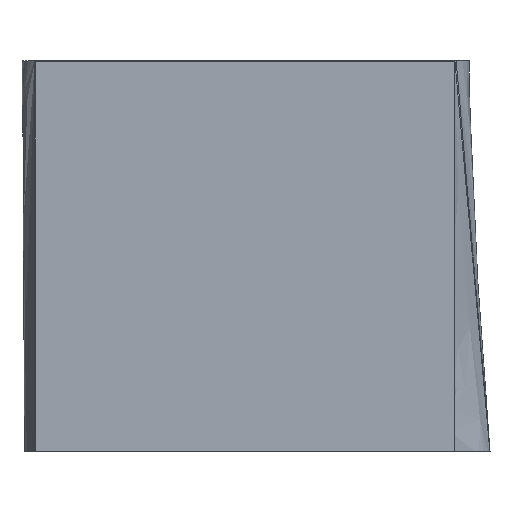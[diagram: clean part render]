
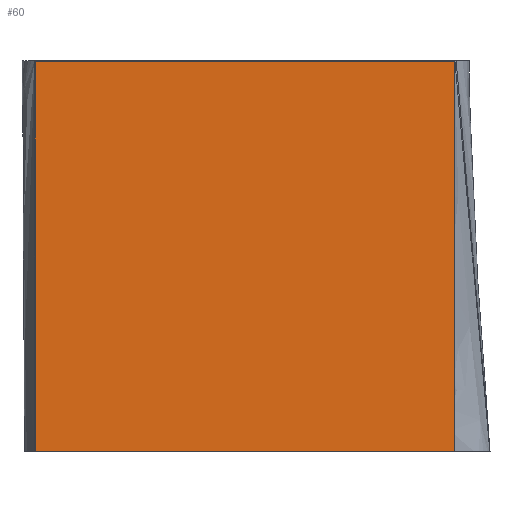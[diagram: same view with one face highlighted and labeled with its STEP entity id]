
A CAD part, left-side view. The second image highlights one B-rep face of the part: STEP entity #60.
In plain terms, the highlighted planar face has unit normal (-1, 0, 0).
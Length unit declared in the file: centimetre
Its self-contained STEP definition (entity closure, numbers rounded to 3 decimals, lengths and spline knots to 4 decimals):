
#60=ADVANCED_FACE($,(#99),#497,.T.);
#99=FACE_OUTER_BOUND($,#138,.T.);
#138=EDGE_LOOP($,(#301,#302,#303,#304));
#301=ORIENTED_EDGE($,*,*,#396,.F.);
#302=ORIENTED_EDGE($,*,*,#394,.F.);
#303=ORIENTED_EDGE($,*,*,#397,.T.);
#304=ORIENTED_EDGE($,*,*,#391,.F.);
#391=EDGE_CURVE($,#455,#456,#584,.T.);
#394=EDGE_CURVE($,#457,#458,#587,.T.);
#396=EDGE_CURVE($,#458,#455,#589,.T.);
#397=EDGE_CURVE($,#457,#456,#590,.T.);
#455=VERTEX_POINT($,#1680);
#456=VERTEX_POINT($,#1681);
#457=VERTEX_POINT($,#1682);
#458=VERTEX_POINT($,#1683);
#497=PLANE($,#688);
#584=B_SPLINE_CURVE_WITH_KNOTS($,1,(#1656,#1657),.UNSPECIFIED.,.F.,.F.,(2,
2),(0.,170.),.UNSPECIFIED.);
#587=B_SPLINE_CURVE_WITH_KNOTS($,1,(#1662,#1663),.UNSPECIFIED.,.F.,.F.,(2,
2),(0.,170.),.UNSPECIFIED.);
#589=B_SPLINE_CURVE_WITH_KNOTS($,1,(#1666,#1667),.UNSPECIFIED.,.F.,.F.,(2,
2),(0.,183.),.UNSPECIFIED.);
#590=B_SPLINE_CURVE_WITH_KNOTS($,1,(#1668,#1669),.UNSPECIFIED.,.F.,.F.,(2,
2),(-183.,0.),.UNSPECIFIED.);
#688=AXIS2_PLACEMENT_3D($,#1675,#702,$);
#702=DIRECTION($,(-1.,0.,0.));
#1656=CARTESIAN_POINT($,(0.,91.5,-85.));
#1657=CARTESIAN_POINT($,(0.,91.5,85.));
#1662=CARTESIAN_POINT($,(0.,-91.5,85.));
#1663=CARTESIAN_POINT($,(0.,-91.5,-85.));
#1666=CARTESIAN_POINT($,(0.,-91.5,-85.));
#1667=CARTESIAN_POINT($,(0.,91.5,-85.));
#1668=CARTESIAN_POINT($,(0.,-91.5,85.));
#1669=CARTESIAN_POINT($,(0.,91.5,85.));
#1675=CARTESIAN_POINT($,(0.,-91.5,-85.));
#1680=CARTESIAN_POINT($,(0.,91.5,-85.));
#1681=CARTESIAN_POINT($,(0.,91.5,85.));
#1682=CARTESIAN_POINT($,(0.,-91.5,85.));
#1683=CARTESIAN_POINT($,(0.,-91.5,-85.));
